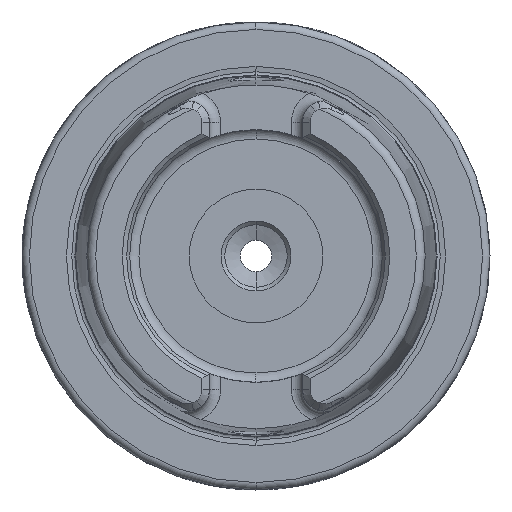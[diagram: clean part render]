
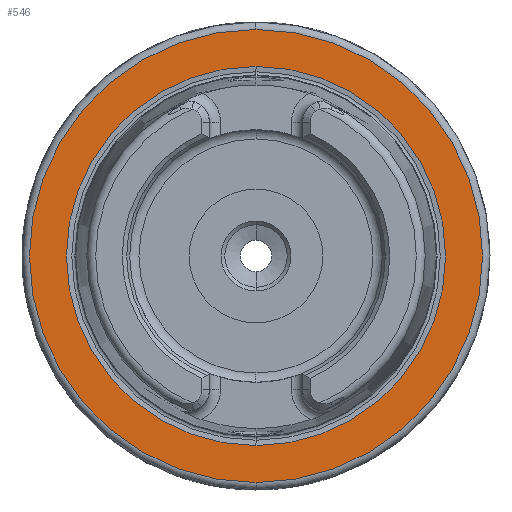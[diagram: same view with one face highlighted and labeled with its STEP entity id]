
A CAD part, left-side view. The second image highlights one B-rep face of the part: STEP entity #546.
In plain terms, the highlighted planar face has unit normal (-1, 0, 0).
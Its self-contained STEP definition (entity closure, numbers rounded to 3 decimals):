
#299 = DIRECTION ( 'NONE',  ( 0., 0., -1. ) ) ;
#432 = AXIS2_PLACEMENT_3D ( 'NONE', #3173, #4362, #761 ) ;
#451 = VERTEX_POINT ( 'NONE', #1256 ) ;
#546 = ADVANCED_FACE ( 'NONE', ( #5411, #5392 ), #2569, .F. ) ;
#761 = DIRECTION ( 'NONE',  ( 0., 0., -1. ) ) ;
#1256 = CARTESIAN_POINT ( 'NONE',  ( -24., 0., 25.521 ) ) ;
#1523 = AXIS2_PLACEMENT_3D ( 'NONE', #7296, #3901, #299 ) ;
#1752 = DIRECTION ( 'NONE',  ( -1., 0., 0. ) ) ;
#1979 = CIRCLE ( 'NONE', #2470, 25.521 ) ;
#2106 = EDGE_CURVE ( 'NONE', #6385, #2262, #3474, .T. ) ;
#2200 = VERTEX_POINT ( 'NONE', #6532 ) ;
#2254 = CIRCLE ( 'NONE', #6124, 30.5 ) ;
#2262 = VERTEX_POINT ( 'NONE', #7174 ) ;
#2267 = DIRECTION ( 'NONE',  ( -1., 0., 0. ) ) ;
#2470 = AXIS2_PLACEMENT_3D ( 'NONE', #3011, #7038, #3606 ) ;
#2516 = EDGE_LOOP ( 'NONE', ( #5440, #3664 ) ) ;
#2569 = PLANE ( 'NONE',  #432 ) ;
#2958 = CIRCLE ( 'NONE', #1523, 25.521 ) ;
#3011 = CARTESIAN_POINT ( 'NONE',  ( -24., 0., 0. ) ) ;
#3026 = EDGE_CURVE ( 'NONE', #2262, #6385, #2254, .T. ) ;
#3173 = CARTESIAN_POINT ( 'NONE',  ( -24., 31.5, 0. ) ) ;
#3178 = EDGE_CURVE ( 'NONE', #451, #2200, #1979, .T. ) ;
#3474 = CIRCLE ( 'NONE', #5421, 30.5 ) ;
#3606 = DIRECTION ( 'NONE',  ( 0., 0., -1. ) ) ;
#3664 = ORIENTED_EDGE ( 'NONE', *, *, #5999, .T. ) ;
#3901 = DIRECTION ( 'NONE',  ( 1., 0., 0. ) ) ;
#4180 = EDGE_LOOP ( 'NONE', ( #6082, #4554 ) ) ;
#4362 = DIRECTION ( 'NONE',  ( 1., 0., 0. ) ) ;
#4554 = ORIENTED_EDGE ( 'NONE', *, *, #2106, .T. ) ;
#5314 = CARTESIAN_POINT ( 'NONE',  ( -24., 0., 0. ) ) ;
#5392 = FACE_BOUND ( 'NONE', #2516, .T. ) ;
#5411 = FACE_OUTER_BOUND ( 'NONE', #4180, .T. ) ;
#5421 = AXIS2_PLACEMENT_3D ( 'NONE', #5314, #1752, #5868 ) ;
#5440 = ORIENTED_EDGE ( 'NONE', *, *, #3178, .T. ) ;
#5773 = CARTESIAN_POINT ( 'NONE',  ( -24., 0., 0. ) ) ;
#5868 = DIRECTION ( 'NONE',  ( 0., 0., -1. ) ) ;
#5999 = EDGE_CURVE ( 'NONE', #2200, #451, #2958, .T. ) ;
#6082 = ORIENTED_EDGE ( 'NONE', *, *, #3026, .T. ) ;
#6124 = AXIS2_PLACEMENT_3D ( 'NONE', #5773, #2267, #6318 ) ;
#6318 = DIRECTION ( 'NONE',  ( 0., 0., -1. ) ) ;
#6385 = VERTEX_POINT ( 'NONE', #7098 ) ;
#6532 = CARTESIAN_POINT ( 'NONE',  ( -24., 0., -25.521 ) ) ;
#7038 = DIRECTION ( 'NONE',  ( 1., 0., 0. ) ) ;
#7098 = CARTESIAN_POINT ( 'NONE',  ( -24., 0., 30.5 ) ) ;
#7174 = CARTESIAN_POINT ( 'NONE',  ( -24., 0., -30.5 ) ) ;
#7296 = CARTESIAN_POINT ( 'NONE',  ( -24., 0., 0. ) ) ;
